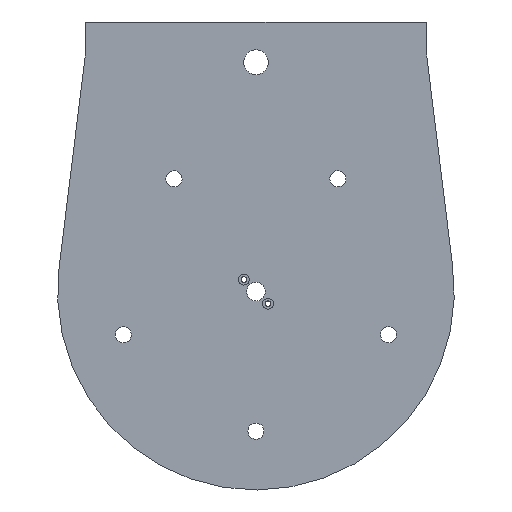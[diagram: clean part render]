
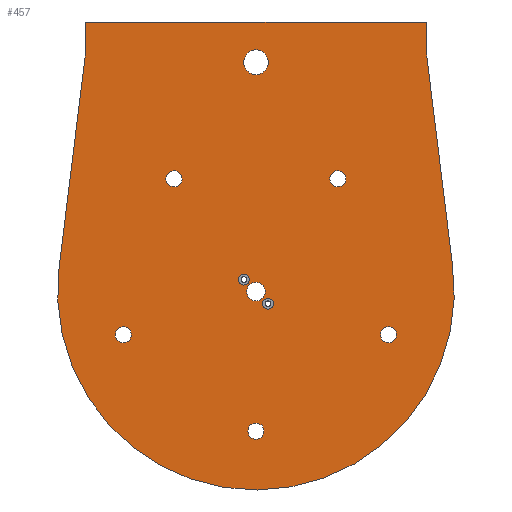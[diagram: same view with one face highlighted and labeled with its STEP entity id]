
A CAD part, front view. The second image highlights one B-rep face of the part: STEP entity #457.
In plain terms, the highlighted planar face has unit normal (0, -1, 0).
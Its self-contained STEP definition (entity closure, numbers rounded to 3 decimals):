
#15=FACE_BOUND('',#83,.T.);
#16=FACE_BOUND('',#84,.T.);
#17=FACE_BOUND('',#85,.T.);
#18=FACE_BOUND('',#86,.T.);
#19=FACE_BOUND('',#87,.T.);
#20=FACE_BOUND('',#88,.T.);
#21=FACE_BOUND('',#89,.T.);
#22=FACE_BOUND('',#90,.T.);
#23=FACE_BOUND('',#91,.T.);
#41=PLANE('',#502);
#55=FACE_OUTER_BOUND('',#82,.T.);
#82=EDGE_LOOP('',(#331,#332,#333,#334,#335,#336));
#83=EDGE_LOOP('',(#337));
#84=EDGE_LOOP('',(#338));
#85=EDGE_LOOP('',(#339));
#86=EDGE_LOOP('',(#340));
#87=EDGE_LOOP('',(#341));
#88=EDGE_LOOP('',(#342));
#89=EDGE_LOOP('',(#343));
#90=EDGE_LOOP('',(#344));
#91=EDGE_LOOP('',(#345));
#129=LINE('',#714,#159);
#133=LINE('',#724,#163);
#134=LINE('',#726,#164);
#135=LINE('',#728,#165);
#136=LINE('',#729,#166);
#159=VECTOR('',#572,10.);
#163=VECTOR('',#580,10.);
#164=VECTOR('',#581,10.);
#165=VECTOR('',#582,10.);
#166=VECTOR('',#583,10.);
#191=CIRCLE('',#503,64.);
#192=CIRCLE('',#504,2.6);
#193=CIRCLE('',#505,2.6);
#194=CIRCLE('',#506,2.6);
#195=CIRCLE('',#507,2.6);
#196=CIRCLE('',#508,2.6);
#197=CIRCLE('',#509,3.);
#198=CIRCLE('',#510,1.75);
#199=CIRCLE('',#511,1.75);
#200=CIRCLE('',#512,4.);
#221=VERTEX_POINT('',#712);
#222=VERTEX_POINT('',#713);
#225=VERTEX_POINT('',#721);
#226=VERTEX_POINT('',#723);
#227=VERTEX_POINT('',#725);
#228=VERTEX_POINT('',#727);
#229=VERTEX_POINT('',#730);
#230=VERTEX_POINT('',#732);
#231=VERTEX_POINT('',#734);
#232=VERTEX_POINT('',#736);
#233=VERTEX_POINT('',#738);
#234=VERTEX_POINT('',#740);
#235=VERTEX_POINT('',#742);
#236=VERTEX_POINT('',#744);
#237=VERTEX_POINT('',#746);
#263=EDGE_CURVE('',#221,#222,#129,.T.);
#267=EDGE_CURVE('',#221,#225,#191,.T.);
#268=EDGE_CURVE('',#222,#226,#133,.T.);
#269=EDGE_CURVE('',#227,#226,#134,.T.);
#270=EDGE_CURVE('',#228,#227,#135,.T.);
#271=EDGE_CURVE('',#225,#228,#136,.T.);
#272=EDGE_CURVE('',#229,#229,#192,.T.);
#273=EDGE_CURVE('',#230,#230,#193,.T.);
#274=EDGE_CURVE('',#231,#231,#194,.T.);
#275=EDGE_CURVE('',#232,#232,#195,.T.);
#276=EDGE_CURVE('',#233,#233,#196,.T.);
#277=EDGE_CURVE('',#234,#234,#197,.T.);
#278=EDGE_CURVE('',#235,#235,#198,.T.);
#279=EDGE_CURVE('',#236,#236,#199,.T.);
#280=EDGE_CURVE('',#237,#237,#200,.T.);
#331=ORIENTED_EDGE('',*,*,#267,.F.);
#332=ORIENTED_EDGE('',*,*,#263,.T.);
#333=ORIENTED_EDGE('',*,*,#268,.T.);
#334=ORIENTED_EDGE('',*,*,#269,.F.);
#335=ORIENTED_EDGE('',*,*,#270,.F.);
#336=ORIENTED_EDGE('',*,*,#271,.F.);
#337=ORIENTED_EDGE('',*,*,#272,.T.);
#338=ORIENTED_EDGE('',*,*,#273,.T.);
#339=ORIENTED_EDGE('',*,*,#274,.T.);
#340=ORIENTED_EDGE('',*,*,#275,.T.);
#341=ORIENTED_EDGE('',*,*,#276,.T.);
#342=ORIENTED_EDGE('',*,*,#277,.F.);
#343=ORIENTED_EDGE('',*,*,#278,.F.);
#344=ORIENTED_EDGE('',*,*,#279,.F.);
#345=ORIENTED_EDGE('',*,*,#280,.F.);
#457=ADVANCED_FACE('',(#55,#15,#16,#17,#18,#19,#20,#21,#22,#23),#41,.F.);
#502=AXIS2_PLACEMENT_3D('',#720,#576,#577);
#503=AXIS2_PLACEMENT_3D('',#722,#578,#579);
#504=AXIS2_PLACEMENT_3D('',#731,#584,#585);
#505=AXIS2_PLACEMENT_3D('',#733,#586,#587);
#506=AXIS2_PLACEMENT_3D('',#735,#588,#589);
#507=AXIS2_PLACEMENT_3D('',#737,#590,#591);
#508=AXIS2_PLACEMENT_3D('',#739,#592,#593);
#509=AXIS2_PLACEMENT_3D('',#741,#594,#595);
#510=AXIS2_PLACEMENT_3D('',#743,#596,#597);
#511=AXIS2_PLACEMENT_3D('',#745,#598,#599);
#512=AXIS2_PLACEMENT_3D('',#747,#600,#601);
#572=DIRECTION('',(-0.122,0.,0.993));
#576=DIRECTION('center_axis',(0.,1.,0.));
#577=DIRECTION('ref_axis',(-1.,0.,0.));
#578=DIRECTION('center_axis',(0.,1.,0.));
#579=DIRECTION('ref_axis',(0.994,0.,0.107));
#580=DIRECTION('',(0.,0.,1.));
#581=DIRECTION('',(1.,0.,0.));
#582=DIRECTION('',(0.,0.,1.));
#583=DIRECTION('',(0.122,0.,0.992));
#584=DIRECTION('center_axis',(0.,1.,0.));
#585=DIRECTION('ref_axis',(-0.309,0.,-0.951));
#586=DIRECTION('center_axis',(0.,1.,0.));
#587=DIRECTION('ref_axis',(0.809,0.,-0.588));
#588=DIRECTION('center_axis',(0.,1.,0.));
#589=DIRECTION('ref_axis',(0.809,0.,0.588));
#590=DIRECTION('center_axis',(0.,1.,0.));
#591=DIRECTION('ref_axis',(-0.309,0.,0.951));
#592=DIRECTION('center_axis',(0.,1.,0.));
#593=DIRECTION('ref_axis',(-1.,0.,0.));
#594=DIRECTION('center_axis',(0.,-1.,0.));
#595=DIRECTION('ref_axis',(-1.,0.,0.));
#596=DIRECTION('center_axis',(0.,-1.,0.));
#597=DIRECTION('ref_axis',(1.,0.,0.));
#598=DIRECTION('center_axis',(0.,-1.,0.));
#599=DIRECTION('ref_axis',(1.,0.,0.));
#600=DIRECTION('center_axis',(0.,-1.,0.));
#601=DIRECTION('ref_axis',(1.,0.,0.));
#712=CARTESIAN_POINT('',(-206.593,140.25,667.567));
#713=CARTESIAN_POINT('',(-214.979,140.25,735.8));
#714=CARTESIAN_POINT('',(-205.116,140.25,655.549));
#720=CARTESIAN_POINT('Origin',(-217.681,140.25,641.804));
#721=CARTESIAN_POINT('',(-333.508,140.25,666.633));
#722=CARTESIAN_POINT('Origin',(-269.989,140.25,658.8));
#723=CARTESIAN_POINT('',(-214.979,140.25,745.8));
#724=CARTESIAN_POINT('',(-214.979,140.25,688.802));
#725=CARTESIAN_POINT('',(-324.979,140.25,745.8));
#726=CARTESIAN_POINT('',(-326.968,140.25,745.8));
#727=CARTESIAN_POINT('',(-324.979,140.25,735.8));
#728=CARTESIAN_POINT('',(-324.979,140.25,680.302));
#729=CARTESIAN_POINT('',(-334.149,140.25,661.439));
#730=CARTESIAN_POINT('',(-226.388,140.25,647.367));
#731=CARTESIAN_POINT('Origin',(-227.192,140.25,644.894));
#732=CARTESIAN_POINT('',(-245.642,140.25,696.734));
#733=CARTESIAN_POINT('Origin',(-243.539,140.25,695.206));
#734=CARTESIAN_POINT('',(-298.543,140.25,693.678));
#735=CARTESIAN_POINT('Origin',(-296.44,140.25,695.206));
#736=CARTESIAN_POINT('',(-311.983,140.25,642.421));
#737=CARTESIAN_POINT('Origin',(-312.787,140.25,644.894));
#738=CARTESIAN_POINT('',(-267.389,140.25,613.8));
#739=CARTESIAN_POINT('Origin',(-269.989,140.25,613.8));
#740=CARTESIAN_POINT('',(-266.989,140.25,658.8));
#741=CARTESIAN_POINT('Origin',(-269.989,140.25,658.8));
#742=CARTESIAN_POINT('',(-275.628,140.25,662.689));
#743=CARTESIAN_POINT('Origin',(-273.878,140.25,662.689));
#744=CARTESIAN_POINT('',(-267.85,140.25,654.911));
#745=CARTESIAN_POINT('Origin',(-266.1,140.25,654.911));
#746=CARTESIAN_POINT('',(-273.979,140.25,732.8));
#747=CARTESIAN_POINT('Origin',(-269.979,140.25,732.8));
